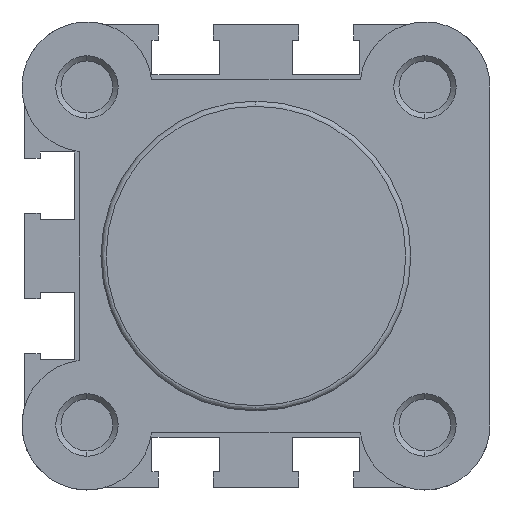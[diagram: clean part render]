
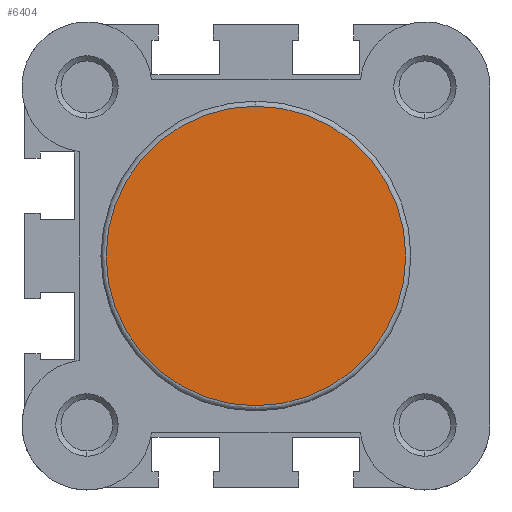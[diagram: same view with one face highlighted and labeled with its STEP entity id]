
A CAD part, left-side view. The second image highlights one B-rep face of the part: STEP entity #6404.
In plain terms, the highlighted planar face has unit normal (-1, 0, 0).
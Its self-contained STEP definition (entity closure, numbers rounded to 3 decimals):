
#495 = DIRECTION ( 'NONE',  ( 0., 0., 1. ) ) ;
#498 = DIRECTION ( 'NONE',  ( -1., 0., 0. ) ) ;
#513 = CARTESIAN_POINT ( 'NONE',  ( 0., 0., 0. ) ) ;
#557 = CARTESIAN_POINT ( 'NONE',  ( 0., 0., -14.4 ) ) ;
#561 = CARTESIAN_POINT ( 'NONE',  ( 0., 0., 14.4 ) ) ;
#786 = DIRECTION ( 'NONE',  ( 0., 0., 1. ) ) ;
#787 = DIRECTION ( 'NONE',  ( -1., 0., 0. ) ) ;
#788 = CARTESIAN_POINT ( 'NONE',  ( 0., 0., 0. ) ) ;
#1309 = ORIENTED_EDGE ( 'NONE', *, *, #4791, .T. ) ;
#1310 = ORIENTED_EDGE ( 'NONE', *, *, #4859, .T. ) ;
#1420 = EDGE_LOOP ( 'NONE', ( #1309, #1310 ) ) ;
#2502 = CARTESIAN_POINT ( 'NONE',  ( 0., -14.9, 0. ) ) ;
#2503 = PLANE ( 'NONE',  #4381 ) ;
#2505 = DIRECTION ( 'NONE',  ( -1., 0., 0. ) ) ;
#2506 = DIRECTION ( 'NONE',  ( 0., 0., 1. ) ) ;
#2772 = VERTEX_POINT ( 'NONE', #561 ) ;
#2895 = VERTEX_POINT ( 'NONE', #557 ) ;
#3806 = CIRCLE ( 'NONE', #4743, 14.4 ) ;
#3903 = CIRCLE ( 'NONE', #4688, 14.4 ) ;
#4381 = AXIS2_PLACEMENT_3D ( 'NONE', #2502, #2505, #2506 ) ;
#4688 = AXIS2_PLACEMENT_3D ( 'NONE', #513, #498, #495 ) ;
#4743 = AXIS2_PLACEMENT_3D ( 'NONE', #788, #787, #786 ) ;
#4791 = EDGE_CURVE ( 'NONE', #2772, #2895, #3806, .T. ) ;
#4859 = EDGE_CURVE ( 'NONE', #2895, #2772, #3903, .T. ) ;
#6047 = FACE_OUTER_BOUND ( 'NONE', #1420, .T. ) ;
#6404 = ADVANCED_FACE ( 'NONE', ( #6047 ), #2503, .T. ) ;
